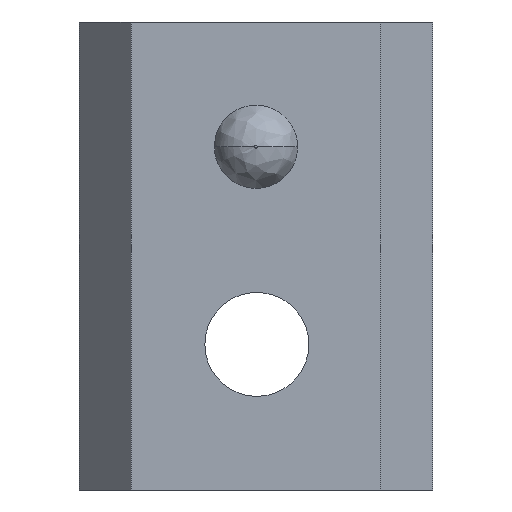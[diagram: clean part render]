
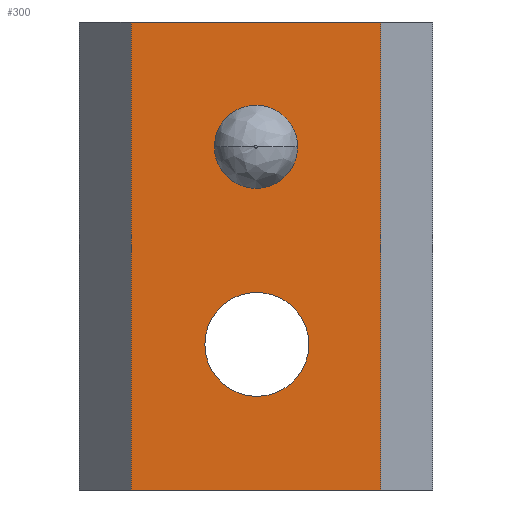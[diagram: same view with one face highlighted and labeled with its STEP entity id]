
A CAD part, front view. The second image highlights one B-rep face of the part: STEP entity #300.
In plain terms, the highlighted planar face has unit normal (0, -1, 0).
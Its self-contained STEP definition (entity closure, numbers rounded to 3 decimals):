
#43 = LINE ( 'NONE', #213, #48 ) ;
#48 = VECTOR ( 'NONE', #325, 1000. ) ;
#51 = LINE ( 'NONE', #328, #52 ) ;
#52 = VECTOR ( 'NONE', #329, 1000. ) ;
#69 = LINE ( 'NONE', #344, #70 ) ;
#70 = VECTOR ( 'NONE', #345, 1000. ) ;
#82 = CARTESIAN_POINT ( 'NONE',  ( -2., 0., 16.5 ) ) ;
#87 = CARTESIAN_POINT ( 'NONE',  ( -2., 0., 12.5 ) ) ;
#88 = CARTESIAN_POINT ( 'NONE',  ( 2., 0., 12.5 ) ) ;
#89 = CARTESIAN_POINT ( 'NONE',  ( 6., 0., 22.5 ) ) ;
#91 = CARTESIAN_POINT ( 'NONE',  ( -2., 0., 16.5 ) ) ;
#95 = CARTESIAN_POINT ( 'NONE',  ( 6., 0., 0. ) ) ;
#96 = CARTESIAN_POINT ( 'NONE',  ( 0.041, 0., 9.5 ) ) ;
#99 = VERTEX_POINT ( 'NONE', #107 ) ;
#101 = VERTEX_POINT ( 'NONE', #109 ) ;
#105 = VERTEX_POINT ( 'NONE', #118 ) ;
#107 = CARTESIAN_POINT ( 'NONE',  ( 2., 0., 16.5 ) ) ;
#109 = CARTESIAN_POINT ( 'NONE',  ( 0.041, 0., 4.5 ) ) ;
#113 = VERTEX_POINT ( 'NONE', #133 ) ;
#116 = VERTEX_POINT ( 'NONE', #95 ) ;
#117 = VERTEX_POINT ( 'NONE', #82 ) ;
#118 = CARTESIAN_POINT ( 'NONE',  ( -6., 0., 0. ) ) ;
#124 = VERTEX_POINT ( 'NONE', #96 ) ;
#133 = CARTESIAN_POINT ( 'NONE',  ( -6., 0., 22.5 ) ) ;
#137 = VERTEX_POINT ( 'NONE', #89 ) ;
#143 = AXIS2_PLACEMENT_3D ( 'NONE', #376, #377, #378 ) ;
#163 = AXIS2_PLACEMENT_3D ( 'NONE', #531, #532, #533 ) ;
#213 = CARTESIAN_POINT ( 'NONE',  ( 0., 0., 0. ) ) ;
#241 = AXIS2_PLACEMENT_3D ( 'NONE', #352, #353, #354 ) ;
#242 = EDGE_CURVE ( 'NONE', #117, #99, #477, .T. ) ;
#243 = EDGE_CURVE ( 'NONE', #99, #117, #479, .T. ) ;
#262 = EDGE_CURVE ( 'NONE', #116, #105, #43, .T. ) ;
#264 = EDGE_CURVE ( 'NONE', #113, #137, #51, .T. ) ;
#272 = EDGE_CURVE ( 'NONE', #105, #113, #69, .T. ) ;
#276 = EDGE_CURVE ( 'NONE', #101, #124, #567, .T. ) ;
#279 = EDGE_CURVE ( 'NONE', #124, #101, #572, .T. ) ;
#281 = EDGE_CURVE ( 'NONE', #137, #116, #574, .T. ) ;
#293 = CARTESIAN_POINT ( 'NONE',  ( -2., 0., 16.5 ) ) ;
#300 = ADVANCED_FACE ( 'NONE', ( #593, #594, #595 ), #375, .F. ) ;
#321 = CARTESIAN_POINT ( 'NONE',  ( 2., 0., 20.5 ) ) ;
#322 = CARTESIAN_POINT ( 'NONE',  ( -2., 0., 20.5 ) ) ;
#324 = CARTESIAN_POINT ( 'NONE',  ( 2., 0., 16.5 ) ) ;
#325 = DIRECTION ( 'NONE',  ( -1., 0., 0. ) ) ;
#328 = CARTESIAN_POINT ( 'NONE',  ( 0., 0., 22.5 ) ) ;
#329 = DIRECTION ( 'NONE',  ( 1., 0., 0. ) ) ;
#344 = CARTESIAN_POINT ( 'NONE',  ( -6., 0., 11.25 ) ) ;
#345 = DIRECTION ( 'NONE',  ( 0., 0., 1. ) ) ;
#352 = CARTESIAN_POINT ( 'NONE',  ( 0.041, 0., 7. ) ) ;
#353 = DIRECTION ( 'NONE',  ( 0., -1., 0. ) ) ;
#354 = DIRECTION ( 'NONE',  ( 0., 0., 1. ) ) ;
#375 = PLANE ( 'NONE',  #143 ) ;
#376 = CARTESIAN_POINT ( 'NONE',  ( 6., 0., 0. ) ) ;
#377 = DIRECTION ( 'NONE',  ( 0., 1., 0. ) ) ;
#378 = DIRECTION ( 'NONE',  ( -1., 0., 0. ) ) ;
#393 = CARTESIAN_POINT ( 'NONE',  ( 2., 0., 16.5 ) ) ;
#432 = EDGE_LOOP ( 'NONE', ( #448, #449 ) ) ;
#433 = EDGE_LOOP ( 'NONE', ( #450, #451 ) ) ;
#434 = EDGE_LOOP ( 'NONE', ( #452, #453, #454, #455 ) ) ;
#448 = ORIENTED_EDGE ( 'NONE', *, *, #243, .F. ) ;
#449 = ORIENTED_EDGE ( 'NONE', *, *, #242, .F. ) ;
#450 = ORIENTED_EDGE ( 'NONE', *, *, #279, .F. ) ;
#451 = ORIENTED_EDGE ( 'NONE', *, *, #276, .F. ) ;
#452 = ORIENTED_EDGE ( 'NONE', *, *, #281, .F. ) ;
#453 = ORIENTED_EDGE ( 'NONE', *, *, #264, .F. ) ;
#454 = ORIENTED_EDGE ( 'NONE', *, *, #272, .F. ) ;
#455 = ORIENTED_EDGE ( 'NONE', *, *, #262, .F. ) ;
#477 =( BOUNDED_CURVE ( )  B_SPLINE_CURVE ( 3, ( #91, #87, #88, #324 ),
 .UNSPECIFIED., .F., .T. ) 
 B_SPLINE_CURVE_WITH_KNOTS ( ( 4, 4 ),
 ( 0., 0.006 ),
 .UNSPECIFIED. ) 
 CURVE ( )  GEOMETRIC_REPRESENTATION_ITEM ( )  RATIONAL_B_SPLINE_CURVE ( ( 1., 0.333, 0.333, 1. ) ) 
 REPRESENTATION_ITEM ( '' )  );
#479 =( BOUNDED_CURVE ( )  B_SPLINE_CURVE ( 3, ( #393, #321, #322, #293 ),
 .UNSPECIFIED., .F., .T. ) 
 B_SPLINE_CURVE_WITH_KNOTS ( ( 4, 4 ),
 ( 0., 0.006 ),
 .UNSPECIFIED. ) 
 CURVE ( )  GEOMETRIC_REPRESENTATION_ITEM ( )  RATIONAL_B_SPLINE_CURVE ( ( 1., 0.333, 0.333, 1. ) ) 
 REPRESENTATION_ITEM ( '' )  );
#531 = CARTESIAN_POINT ( 'NONE',  ( 0.041, 0., 7. ) ) ;
#532 = DIRECTION ( 'NONE',  ( 0., -1., 0. ) ) ;
#533 = DIRECTION ( 'NONE',  ( 0., 0., 1. ) ) ;
#536 = CARTESIAN_POINT ( 'NONE',  ( 6., 0., 11.25 ) ) ;
#537 = DIRECTION ( 'NONE',  ( 0., 0., -1. ) ) ;
#567 = CIRCLE ( 'NONE', #241, 2.5 ) ;
#572 = CIRCLE ( 'NONE', #163, 2.5 ) ;
#574 = LINE ( 'NONE', #536, #575 ) ;
#575 = VECTOR ( 'NONE', #537, 1000. ) ;
#593 = FACE_BOUND ( 'NONE', #432, .T. ) ;
#594 = FACE_BOUND ( 'NONE', #433, .T. ) ;
#595 = FACE_OUTER_BOUND ( 'NONE', #434, .T. ) ;
